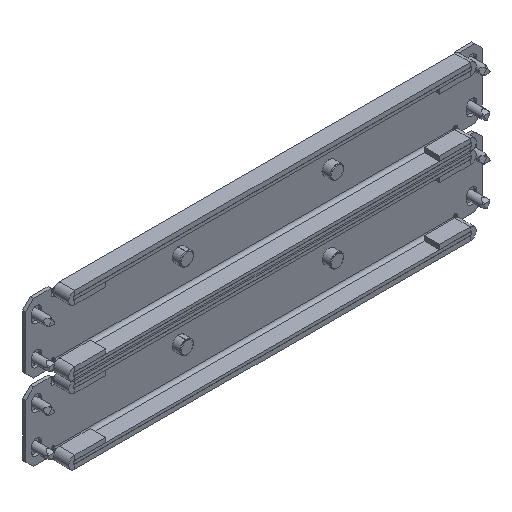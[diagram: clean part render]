
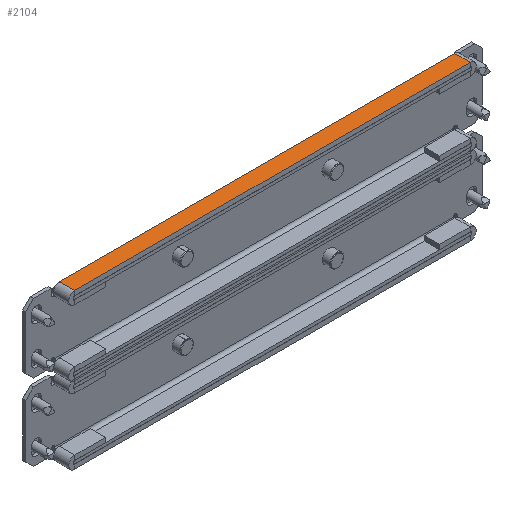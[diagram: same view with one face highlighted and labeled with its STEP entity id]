
A CAD part, isometric view. The second image highlights one B-rep face of the part: STEP entity #2104.
In plain terms, the highlighted face is planar.
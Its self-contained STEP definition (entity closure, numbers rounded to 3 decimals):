
#110 = CARTESIAN_POINT ( 'NONE',  ( 5., -3., -129. ) ) ;
#1150 = DIRECTION ( 'NONE',  ( 0., 0., 1. ) ) ;
#1213 = CARTESIAN_POINT ( 'NONE',  ( -5., -3., 129. ) ) ;
#1253 = LINE ( 'NONE', #3356, #2564 ) ;
#1272 = EDGE_CURVE ( 'NONE', #2526, #1377, #4931, .T. ) ;
#1377 = VERTEX_POINT ( 'NONE', #1213 ) ;
#1458 = VERTEX_POINT ( 'NONE', #4169 ) ;
#1760 = AXIS2_PLACEMENT_3D ( 'NONE', #5474, #3784, #4606 ) ;
#2104 = ADVANCED_FACE ( 'NONE', ( #2188 ), #2905, .T. ) ;
#2188 = FACE_OUTER_BOUND ( 'NONE', #4734, .T. ) ;
#2372 = VECTOR ( 'NONE', #2993, 1000. ) ;
#2526 = VERTEX_POINT ( 'NONE', #4018 ) ;
#2564 = VECTOR ( 'NONE', #4662, 1000. ) ;
#2747 = ORIENTED_EDGE ( 'NONE', *, *, #3366, .T. ) ;
#2828 = ORIENTED_EDGE ( 'NONE', *, *, #4780, .F. ) ;
#2857 = ORIENTED_EDGE ( 'NONE', *, *, #4480, .T. ) ;
#2905 = PLANE ( 'NONE',  #1760 ) ;
#2993 = DIRECTION ( 'NONE',  ( 0., 0., 1. ) ) ;
#3011 = CARTESIAN_POINT ( 'NONE',  ( 5., -3., -129. ) ) ;
#3079 = LINE ( 'NONE', #4399, #4963 ) ;
#3356 = CARTESIAN_POINT ( 'NONE',  ( -5., -3., -129. ) ) ;
#3366 = EDGE_CURVE ( 'NONE', #4693, #1458, #4711, .T. ) ;
#3530 = DIRECTION ( 'NONE',  ( 1., 0., 0. ) ) ;
#3542 = ORIENTED_EDGE ( 'NONE', *, *, #1272, .F. ) ;
#3784 = DIRECTION ( 'NONE',  ( 0., -1., 0. ) ) ;
#4018 = CARTESIAN_POINT ( 'NONE',  ( -5., -3., -129. ) ) ;
#4169 = CARTESIAN_POINT ( 'NONE',  ( 5., -3., 129. ) ) ;
#4399 = CARTESIAN_POINT ( 'NONE',  ( -5., -3., 129. ) ) ;
#4480 = EDGE_CURVE ( 'NONE', #2526, #4693, #1253, .T. ) ;
#4552 = CARTESIAN_POINT ( 'NONE',  ( -5., -3., -129. ) ) ;
#4606 = DIRECTION ( 'NONE',  ( 1., 0., 0. ) ) ;
#4662 = DIRECTION ( 'NONE',  ( 1., 0., 0. ) ) ;
#4693 = VERTEX_POINT ( 'NONE', #110 ) ;
#4711 = LINE ( 'NONE', #3011, #2372 ) ;
#4732 = VECTOR ( 'NONE', #1150, 1000. ) ;
#4734 = EDGE_LOOP ( 'NONE', ( #2828, #3542, #2857, #2747 ) ) ;
#4780 = EDGE_CURVE ( 'NONE', #1377, #1458, #3079, .T. ) ;
#4931 = LINE ( 'NONE', #4552, #4732 ) ;
#4963 = VECTOR ( 'NONE', #3530, 1000. ) ;
#5474 = CARTESIAN_POINT ( 'NONE',  ( -5., -3., -129. ) ) ;
